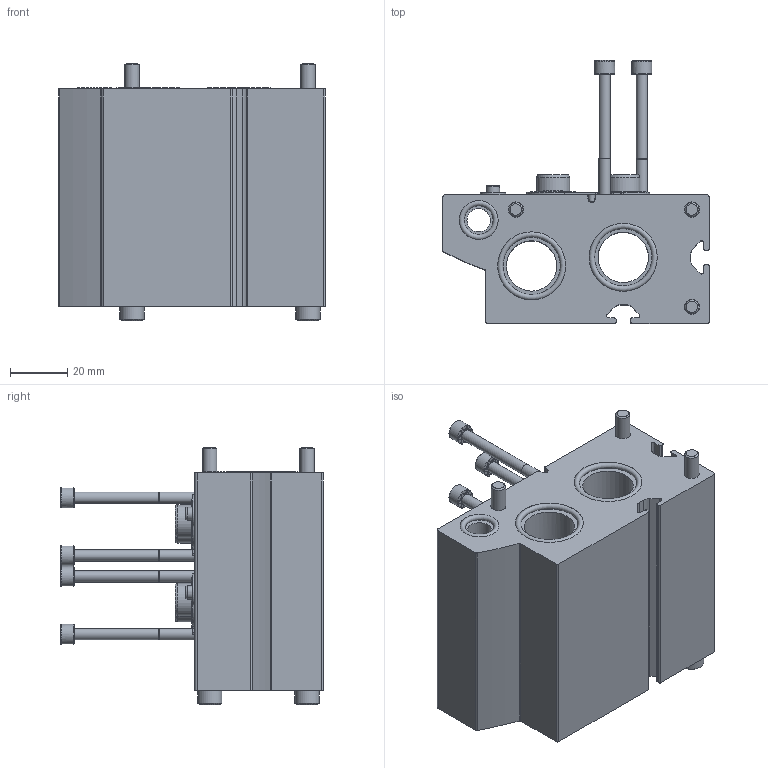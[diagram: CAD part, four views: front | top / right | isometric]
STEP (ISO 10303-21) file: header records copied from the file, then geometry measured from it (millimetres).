
FILE_DESCRIPTION(/* description */ ('STEP AP214'),/* implementation_level */ '2;1');
FILE_NAME(/* name */ '8026316_VABM-B10-25EEE-G12-2-P3',/* time_stamp */ '2024-09-15T21:38:12+02:00',/* author */ ('License CC BY-ND 4.0'),/* organization */ ('CADENAS'),/* preprocessor_version */ 'ST-DEVELOPER v19.3',/* originating_system */ 'PARTsolutions',/* authorisation */ ' ');
FILE_SCHEMA (('AUTOMOTIVE_DESIGN {1 0 10303 214 3 1 1}'));
Length unit declared in the file: millimetre
Products named in the file (8): 8026316 VABM-B10-25EEE-G12-2-P3; 8026316 VABM-B10-25EEE-G12-2-P3---(M); 200944 B-20x2-N; 200054 B-10x2-N; 1841565 VUVS-G14-2---(S); 2833735 F-M4x50-10.9; 1743809 VUVS-M5---(S); DIN-912 - M5x85(F)
Assembly tree (15 placements, depth 2):
  8026316 VABM-B10-25EEE-G12-2-P3
    8026316 VABM-B10-25EEE-G12-2-P3---(M)
    200944 B-20x2-N  x2
    200054 B-10x2-N
    1841565 VUVS-G14-2---(S)  x2
    2833735 F-M4x50-10.9  x4
    1743809 VUVS-M5---(S)  x2
    DIN-912 - M5x85(F)  x3
Bounding box: 93 x 91.8 x 90 mm (x, y, z)
Volume: 245881.2 mm3; surface area: 60318.4 mm2
Topology: 15 solids, 15 shells, 505 faces, 1186 edges, 742 vertices
Faces by surface type: plane 247, cylinder 142, cone 97, torus 19
Full cylindrical faces by diameter (mm): 2.9 x2, 3.242 x4, 3.9 x4, 4 x4, 4.2 x2, 4.6 x2, 5 x3, 5.3 x3, 6.1 x2, 7 x8, 8.2 x1, 8.5 x3, 8.566 x1, 8.6 x4, 9 x2, 11.6 x4, 13.6 x1, 14.6 x4, 17.6 x2, 18.631 x2, 23.8 x2
Entity records: 7928 total; most frequent: CARTESIAN_POINT 1404, DIRECTION 1382, ORIENTED_EDGE 1132, EDGE_CURVE 566, AXIS2_PLACEMENT_3D 542, FACE_BOUND 416, VERTEX_POINT 414, EDGE_LOOP 408
